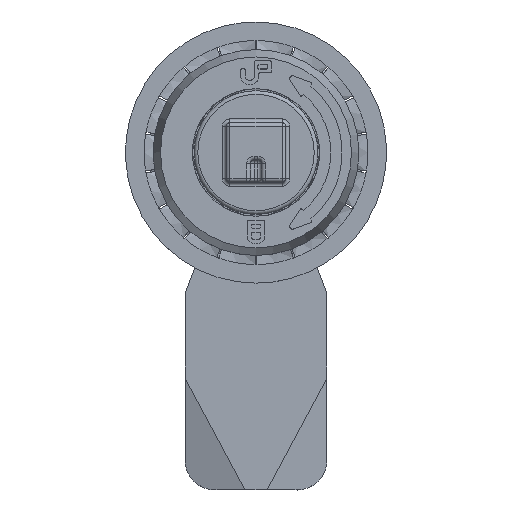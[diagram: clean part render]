
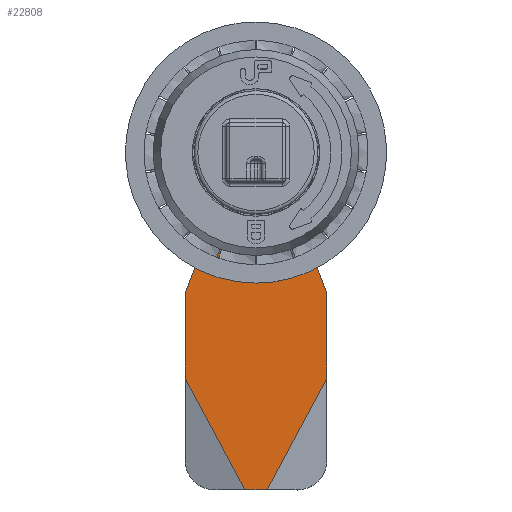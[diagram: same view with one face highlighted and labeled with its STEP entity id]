
A CAD part, top view. The second image highlights one B-rep face of the part: STEP entity #22808.
In plain terms, the highlighted planar face has unit normal (0, 0, 1).
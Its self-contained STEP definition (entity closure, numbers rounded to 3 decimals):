
#463=PLANE('',#24056);
#903=CIRCLE('',#24057,0.5);
#904=CIRCLE('',#24058,8.5);
#905=CIRCLE('',#24059,0.5);
#906=CIRCLE('',#24060,1.);
#907=CIRCLE('',#24061,1.);
#908=CIRCLE('',#24062,1.);
#909=CIRCLE('',#24063,1.);
#1517=FACE_BOUND('',#3875,.T.);
#2587=FACE_OUTER_BOUND('',#3874,.T.);
#3874=EDGE_LOOP('',(#20412,#20413,#20414,#20415,#20416,#20417,#20418,#20419,
#20420,#20421,#20422,#20423));
#3875=EDGE_LOOP('',(#20424,#20425,#20426,#20427,#20428,#20429,#20430,#20431));
#6719=LINE('',#188728,#8054);
#6720=LINE('',#188732,#8055);
#6721=LINE('',#188734,#8056);
#6722=LINE('',#188738,#8057);
#6723=LINE('',#188740,#8058);
#6724=LINE('',#188744,#8059);
#6725=LINE('',#188746,#8060);
#6726=LINE('',#188748,#8061);
#6727=LINE('',#188749,#8062);
#6728=LINE('',#188752,#8063);
#6729=LINE('',#188756,#8064);
#6730=LINE('',#188760,#8065);
#6731=LINE('',#188764,#8066);
#8054=VECTOR('',#27670,11.289);
#8055=VECTOR('',#27673,7.633);
#8056=VECTOR('',#27674,10.33);
#8057=VECTOR('',#27677,10.33);
#8058=VECTOR('',#27678,7.633);
#8059=VECTOR('',#27681,11.289);
#8060=VECTOR('',#27682,17.);
#8061=VECTOR('',#27683,3.);
#8062=VECTOR('',#27684,17.);
#8063=VECTOR('',#27685,6.1);
#8064=VECTOR('',#27688,6.1);
#8065=VECTOR('',#27691,6.1);
#8066=VECTOR('',#27694,6.1);
#10280=VERTEX_POINT('',#188726);
#10281=VERTEX_POINT('',#188727);
#10282=VERTEX_POINT('',#188729);
#10283=VERTEX_POINT('',#188731);
#10284=VERTEX_POINT('',#188733);
#10285=VERTEX_POINT('',#188735);
#10286=VERTEX_POINT('',#188737);
#10287=VERTEX_POINT('',#188739);
#10288=VERTEX_POINT('',#188741);
#10289=VERTEX_POINT('',#188743);
#10290=VERTEX_POINT('',#188745);
#10291=VERTEX_POINT('',#188747);
#10292=VERTEX_POINT('',#188750);
#10293=VERTEX_POINT('',#188751);
#10294=VERTEX_POINT('',#188753);
#10295=VERTEX_POINT('',#188755);
#10296=VERTEX_POINT('',#188757);
#10297=VERTEX_POINT('',#188759);
#10298=VERTEX_POINT('',#188761);
#10299=VERTEX_POINT('',#188763);
#13698=EDGE_CURVE('',#10280,#10281,#6719,.T.);
#13699=EDGE_CURVE('',#10282,#10280,#903,.T.);
#13700=EDGE_CURVE('',#10283,#10282,#6720,.T.);
#13701=EDGE_CURVE('',#10284,#10283,#6721,.T.);
#13702=EDGE_CURVE('',#10285,#10284,#904,.T.);
#13703=EDGE_CURVE('',#10286,#10285,#6722,.T.);
#13704=EDGE_CURVE('',#10287,#10286,#6723,.T.);
#13705=EDGE_CURVE('',#10287,#10288,#905,.T.);
#13706=EDGE_CURVE('',#10288,#10289,#6724,.T.);
#13707=EDGE_CURVE('',#10290,#10289,#6725,.T.);
#13708=EDGE_CURVE('',#10290,#10291,#6726,.T.);
#13709=EDGE_CURVE('',#10291,#10281,#6727,.T.);
#13710=EDGE_CURVE('',#10292,#10293,#6728,.T.);
#13711=EDGE_CURVE('',#10293,#10294,#906,.T.);
#13712=EDGE_CURVE('',#10294,#10295,#6729,.T.);
#13713=EDGE_CURVE('',#10295,#10296,#907,.T.);
#13714=EDGE_CURVE('',#10296,#10297,#6730,.T.);
#13715=EDGE_CURVE('',#10297,#10298,#908,.T.);
#13716=EDGE_CURVE('',#10298,#10299,#6731,.T.);
#13717=EDGE_CURVE('',#10299,#10292,#909,.T.);
#20412=ORIENTED_EDGE('',*,*,#13698,.F.);
#20413=ORIENTED_EDGE('',*,*,#13699,.F.);
#20414=ORIENTED_EDGE('',*,*,#13700,.F.);
#20415=ORIENTED_EDGE('',*,*,#13701,.F.);
#20416=ORIENTED_EDGE('',*,*,#13702,.F.);
#20417=ORIENTED_EDGE('',*,*,#13703,.F.);
#20418=ORIENTED_EDGE('',*,*,#13704,.F.);
#20419=ORIENTED_EDGE('',*,*,#13705,.T.);
#20420=ORIENTED_EDGE('',*,*,#13706,.T.);
#20421=ORIENTED_EDGE('',*,*,#13707,.F.);
#20422=ORIENTED_EDGE('',*,*,#13708,.T.);
#20423=ORIENTED_EDGE('',*,*,#13709,.T.);
#20424=ORIENTED_EDGE('',*,*,#13710,.T.);
#20425=ORIENTED_EDGE('',*,*,#13711,.T.);
#20426=ORIENTED_EDGE('',*,*,#13712,.T.);
#20427=ORIENTED_EDGE('',*,*,#13713,.T.);
#20428=ORIENTED_EDGE('',*,*,#13714,.T.);
#20429=ORIENTED_EDGE('',*,*,#13715,.T.);
#20430=ORIENTED_EDGE('',*,*,#13716,.T.);
#20431=ORIENTED_EDGE('',*,*,#13717,.T.);
#22808=ADVANCED_FACE('',(#2587,#1517),#463,.T.);
#24056=AXIS2_PLACEMENT_3D('',#188725,#27668,#27669);
#24057=AXIS2_PLACEMENT_3D('',#188730,#27671,#27672);
#24058=AXIS2_PLACEMENT_3D('',#188736,#27675,#27676);
#24059=AXIS2_PLACEMENT_3D('',#188742,#27679,#27680);
#24060=AXIS2_PLACEMENT_3D('',#188754,#27686,#27687);
#24061=AXIS2_PLACEMENT_3D('',#188758,#27689,#27690);
#24062=AXIS2_PLACEMENT_3D('',#188762,#27692,#27693);
#24063=AXIS2_PLACEMENT_3D('',#188765,#27695,#27696);
#27668=DIRECTION('center_axis',(0.,0.,1.));
#27669=DIRECTION('ref_axis',(0.,-1.,0.));
#27670=DIRECTION('',(0.,-1.,0.));
#27671=DIRECTION('center_axis',(0.,0.,-1.));
#27672=DIRECTION('ref_axis',(0.,-1.,0.));
#27673=DIRECTION('',(0.356,-0.934,0.));
#27674=DIRECTION('',(-0.159,-0.987,0.));
#27675=DIRECTION('center_axis',(0.,0.,-1.));
#27676=DIRECTION('ref_axis',(0.,-1.,0.));
#27677=DIRECTION('',(-0.159,0.987,0.));
#27678=DIRECTION('',(0.356,0.934,0.));
#27679=DIRECTION('center_axis',(0.,0.,1.));
#27680=DIRECTION('ref_axis',(0.,-1.,0.));
#27681=DIRECTION('',(0.,-1.,0.));
#27682=DIRECTION('',(-0.471,0.882,0.));
#27683=DIRECTION('',(1.,0.,0.));
#27684=DIRECTION('',(0.471,0.882,0.));
#27685=DIRECTION('',(0.,1.,0.));
#27686=DIRECTION('center_axis',(0.,0.,-1.));
#27687=DIRECTION('ref_axis',(0.,-1.,0.));
#27688=DIRECTION('',(1.,0.,0.));
#27689=DIRECTION('center_axis',(0.,0.,-1.));
#27690=DIRECTION('ref_axis',(0.,-1.,0.));
#27691=DIRECTION('',(0.,-1.,0.));
#27692=DIRECTION('center_axis',(0.,0.,-1.));
#27693=DIRECTION('ref_axis',(0.,-1.,0.));
#27694=DIRECTION('',(-1.,0.,0.));
#27695=DIRECTION('center_axis',(0.,0.,-1.));
#27696=DIRECTION('ref_axis',(0.,-1.,0.));
#188725=CARTESIAN_POINT('Origin',(174.5,163.85,-48.5));
#188726=CARTESIAN_POINT('',(178.5,186.139,-48.5));
#188727=CARTESIAN_POINT('',(178.5,174.85,-48.5));
#188728=CARTESIAN_POINT('',(178.5,163.85,-48.5));
#188729=CARTESIAN_POINT('',(178.467,186.317,-48.5));
#188730=CARTESIAN_POINT('Origin',(178.,186.139,-48.5));
#188731=CARTESIAN_POINT('',(175.75,193.45,-48.5));
#188732=CARTESIAN_POINT('',(166.212,218.489,-48.5));
#188733=CARTESIAN_POINT('',(177.392,203.649,-48.5));
#188734=CARTESIAN_POINT('',(178.325,209.442,-48.5));
#188735=CARTESIAN_POINT('',(160.608,203.649,-48.5));
#188736=CARTESIAN_POINT('Origin',(169.,205.,-48.5));
#188737=CARTESIAN_POINT('',(162.25,193.45,-48.5));
#188738=CARTESIAN_POINT('',(158.873,214.427,-48.5));
#188739=CARTESIAN_POINT('',(159.533,186.317,-48.5));
#188740=CARTESIAN_POINT('',(167.763,207.92,-48.5));
#188741=CARTESIAN_POINT('',(159.5,186.139,-48.5));
#188742=CARTESIAN_POINT('Origin',(160.,186.139,-48.5));
#188743=CARTESIAN_POINT('',(159.5,174.85,-48.5));
#188744=CARTESIAN_POINT('',(159.5,186.231,-48.5));
#188745=CARTESIAN_POINT('',(167.5,159.85,-48.5));
#188746=CARTESIAN_POINT('',(167.5,159.85,-48.5));
#188747=CARTESIAN_POINT('',(170.5,159.85,-48.5));
#188748=CARTESIAN_POINT('',(163.5,159.85,-48.5));
#188749=CARTESIAN_POINT('',(173.047,164.625,-48.5));
#188750=CARTESIAN_POINT('',(164.95,201.95,-48.5));
#188751=CARTESIAN_POINT('',(164.95,208.05,-48.5));
#188752=CARTESIAN_POINT('',(164.95,213.5,-48.5));
#188753=CARTESIAN_POINT('',(165.95,209.05,-48.5));
#188754=CARTESIAN_POINT('Origin',(165.95,208.05,-48.5));
#188755=CARTESIAN_POINT('',(172.05,209.05,-48.5));
#188756=CARTESIAN_POINT('',(153.116,209.05,-48.5));
#188757=CARTESIAN_POINT('',(173.05,208.05,-48.5));
#188758=CARTESIAN_POINT('Origin',(172.05,208.05,-48.5));
#188759=CARTESIAN_POINT('',(173.05,201.95,-48.5));
#188760=CARTESIAN_POINT('',(173.05,213.5,-48.5));
#188761=CARTESIAN_POINT('',(172.05,200.95,-48.5));
#188762=CARTESIAN_POINT('Origin',(172.05,201.95,-48.5));
#188763=CARTESIAN_POINT('',(165.95,200.95,-48.5));
#188764=CARTESIAN_POINT('',(153.116,200.95,-48.5));
#188765=CARTESIAN_POINT('Origin',(165.95,201.95,-48.5));
